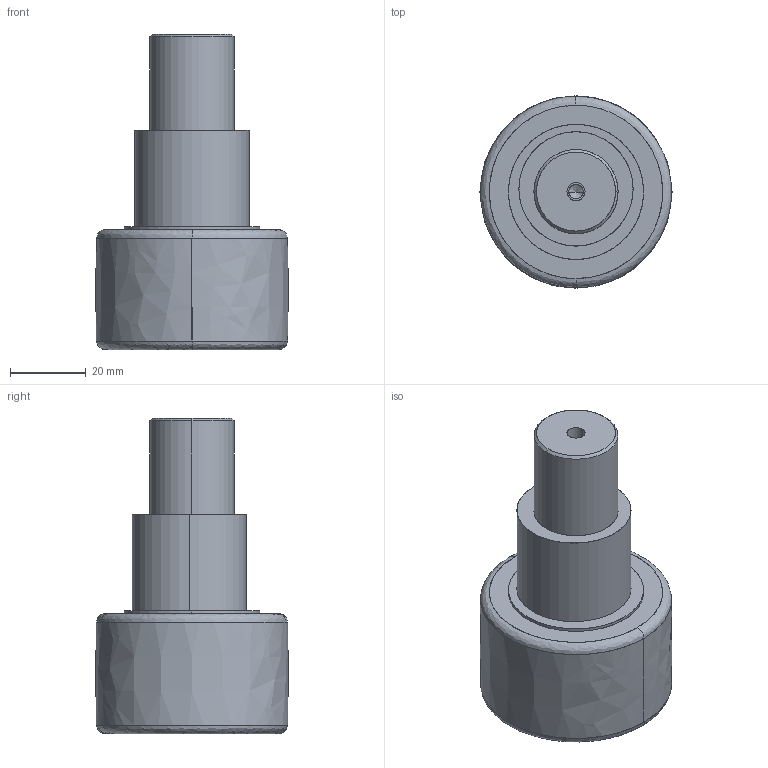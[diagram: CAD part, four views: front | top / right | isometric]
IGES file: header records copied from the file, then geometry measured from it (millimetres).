
Start section: SolidWorks IGES file using analytic representation for surfaces
Global section: file name: CCDEFAU01031648549719.igs; native system: SolidWorks 2012; preprocessor: SolidWorks 2012; author: partstream; date: 120103.164830; units: millimetre
Bounding box: 50.77 x 50.77 x 83.34 mm (x, y, z)
Surface area: 14114.9 mm2 (no closed solid volume)
Topology: 0 solids, 0 shells, 33 faces, 695 edges, 697 vertices
Faces by surface type: bspline 19, revolution 14
